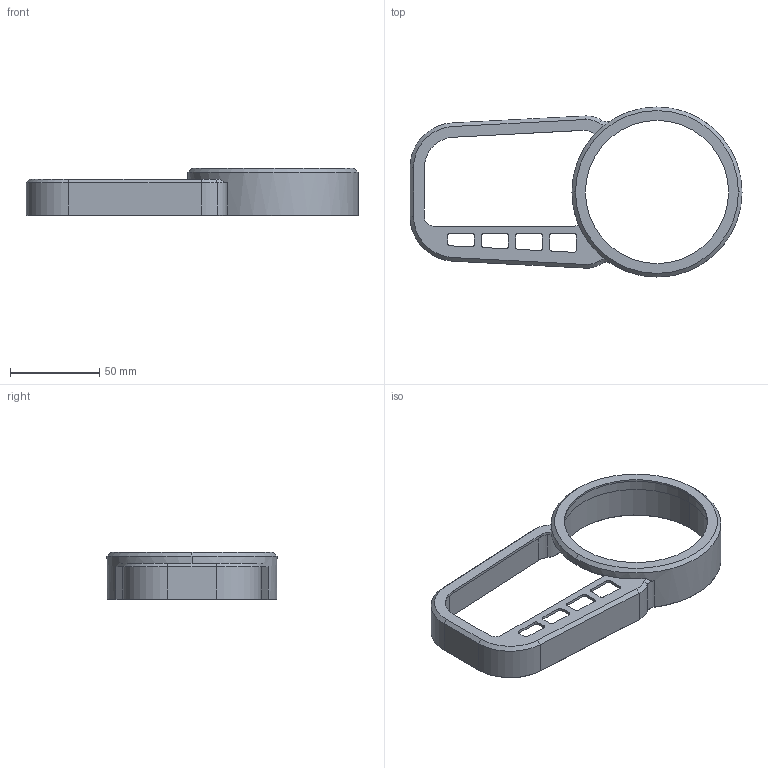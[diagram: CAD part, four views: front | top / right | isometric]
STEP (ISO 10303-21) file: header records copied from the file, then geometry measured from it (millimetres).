
FILE_DESCRIPTION(('CATIA V5 STEP Exchange'),'2;1');
FILE_NAME('Oberteil.stp','2012-06-27T16:06:51+00:00',('none'),('none'),'CATIA Version 5 Release 21 SP 1 (IN-10)','CATIA V5 STEP AP203','none');
FILE_SCHEMA(('CONFIG_CONTROL_DESIGN'));
Length unit declared in the file: millimetre
Products named in the file (1): Gehaeuse Oberseite
Bounding box: 185.5 x 95 x 26.3 mm (x, y, z)
Volume: 60040.2 mm3; surface area: 32028.8 mm2
Topology: 1 solids, 1 shells, 147 faces, 376 edges, 222 vertices
Faces by surface type: cylinder 63, cone 44, plane 40
Entity records: 4071 total; most frequent: CARTESIAN_POINT 717, ORIENTED_EDGE 712, DIRECTION 586, EDGE_CURVE 356, AXIS2_PLACEMENT_3D 271, VERTEX_POINT 222, VECTOR 200, LINE 200
